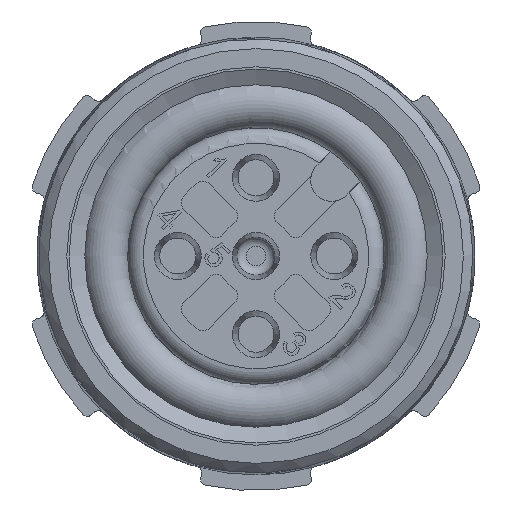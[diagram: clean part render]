
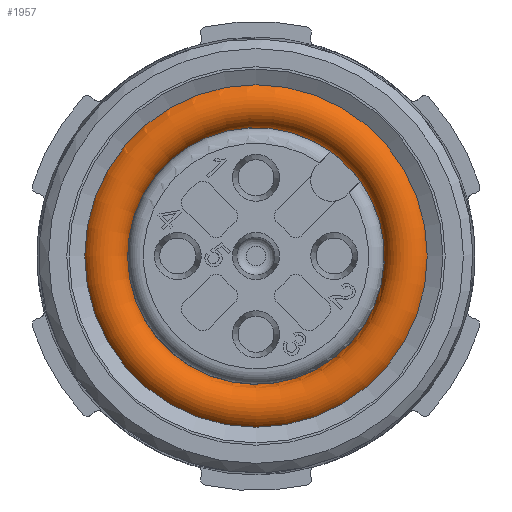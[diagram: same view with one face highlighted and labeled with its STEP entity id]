
A CAD part, front view. The second image highlights one B-rep face of the part: STEP entity #1957.
In plain terms, the highlighted toroidal (fillet/blend) face has major radius 4.845 mm and minor radius 0.75 mm.
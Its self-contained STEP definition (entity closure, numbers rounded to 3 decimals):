
#178=TOROIDAL_SURFACE('',#6639,4.845,0.75);
#1578=B_SPLINE_CURVE_WITH_KNOTS('',3,(#13234,#13235,#13236,#13237,#13238,
#13239),.UNSPECIFIED.,.F.,.F.,(4,2,4),(0.,0.444,1.),
 .UNSPECIFIED.);
#1579=B_SPLINE_CURVE_WITH_KNOTS('',3,(#13249,#13250,#13251,#13252,#13253,
#13254),.UNSPECIFIED.,.F.,.F.,(4,2,4),(0.,0.41,1.),
 .UNSPECIFIED.);
#1957=ADVANCED_FACE('',(#2164,#2165,#2166),#178,.T.);
#2164=FACE_BOUND('',#2597,.T.);
#2165=FACE_BOUND('',#2598,.T.);
#2166=FACE_BOUND('',#2599,.T.);
#2597=EDGE_LOOP('',(#4316,#4317,#4318,#4319));
#2598=EDGE_LOOP('',(#4320));
#2599=EDGE_LOOP('',(#4321));
#4316=ORIENTED_EDGE('',*,*,#5720,.F.);
#4317=ORIENTED_EDGE('',*,*,#5718,.T.);
#4318=ORIENTED_EDGE('',*,*,#5716,.F.);
#4319=ORIENTED_EDGE('',*,*,#5713,.T.);
#4320=ORIENTED_EDGE('',*,*,#5712,.F.);
#4321=ORIENTED_EDGE('',*,*,#5272,.T.);
#4600=VERTEX_POINT('',#10470);
#4855=VERTEX_POINT('',#13232);
#4856=VERTEX_POINT('',#13240);
#4857=VERTEX_POINT('',#13241);
#4858=VERTEX_POINT('',#13246);
#4859=VERTEX_POINT('',#13255);
#5272=EDGE_CURVE('',#4600,#4600,#5929,.T.);
#5712=EDGE_CURVE('',#4855,#4855,#6028,.T.);
#5713=EDGE_CURVE('',#4856,#4857,#1578,.T.);
#5716=EDGE_CURVE('',#4856,#4858,#6029,.T.);
#5718=EDGE_CURVE('',#4859,#4858,#1579,.T.);
#5720=EDGE_CURVE('',#4859,#4857,#6030,.T.);
#5929=CIRCLE('',#6365,5.475);
#6028=CIRCLE('',#6631,4.723);
#6029=CIRCLE('',#6634,4.1);
#6030=CIRCLE('',#6637,4.1);
#6365=AXIS2_PLACEMENT_3D('',#10469,#7402,#7403);
#6631=AXIS2_PLACEMENT_3D('',#13231,#8197,#8198);
#6634=AXIS2_PLACEMENT_3D('',#13245,#8205,#8206);
#6637=AXIS2_PLACEMENT_3D('',#13258,#8213,#8214);
#6639=AXIS2_PLACEMENT_3D('',#13260,#8217,#8218);
#7402=DIRECTION('',(0.,-1.,0.));
#7403=DIRECTION('',(-1.,0.,0.));
#8197=DIRECTION('',(0.,-1.,0.));
#8198=DIRECTION('',(-1.,0.,0.));
#8205=DIRECTION('',(0.,-1.,0.));
#8206=DIRECTION('',(-1.,0.,0.));
#8213=DIRECTION('',(0.,1.,0.));
#8214=DIRECTION('',(1.,0.,0.));
#8217=DIRECTION('',(0.,1.,0.));
#8218=DIRECTION('',(-1.,0.,0.));
#10469=CARTESIAN_POINT('',(50.486,-42.382,0.));
#10470=CARTESIAN_POINT('',(45.011,-42.382,0.));
#13231=CARTESIAN_POINT('',(50.486,-41.236,0.));
#13232=CARTESIAN_POINT('',(45.763,-41.236,0.));
#13234=CARTESIAN_POINT('',(52.868,-42.062,3.337));
#13235=CARTESIAN_POINT('',(52.866,-42.037,3.335));
#13236=CARTESIAN_POINT('',(52.865,-42.011,3.334));
#13237=CARTESIAN_POINT('',(52.864,-41.953,3.333));
#13238=CARTESIAN_POINT('',(52.865,-41.921,3.334));
#13239=CARTESIAN_POINT('',(52.868,-41.889,3.337));
#13240=CARTESIAN_POINT('',(52.868,-42.062,3.337));
#13241=CARTESIAN_POINT('',(52.868,-41.889,3.337));
#13245=CARTESIAN_POINT('',(50.486,-42.062,0.));
#13246=CARTESIAN_POINT('',(53.822,-42.062,2.382));
#13249=CARTESIAN_POINT('',(53.822,-41.889,2.382));
#13250=CARTESIAN_POINT('',(53.82,-41.913,2.38));
#13251=CARTESIAN_POINT('',(53.819,-41.936,2.379));
#13252=CARTESIAN_POINT('',(53.818,-41.994,2.378));
#13253=CARTESIAN_POINT('',(53.82,-42.028,2.379));
#13254=CARTESIAN_POINT('',(53.822,-42.062,2.382));
#13255=CARTESIAN_POINT('',(53.822,-41.889,2.382));
#13258=CARTESIAN_POINT('',(50.486,-41.889,0.));
#13260=CARTESIAN_POINT('',(50.486,-41.976,0.));
